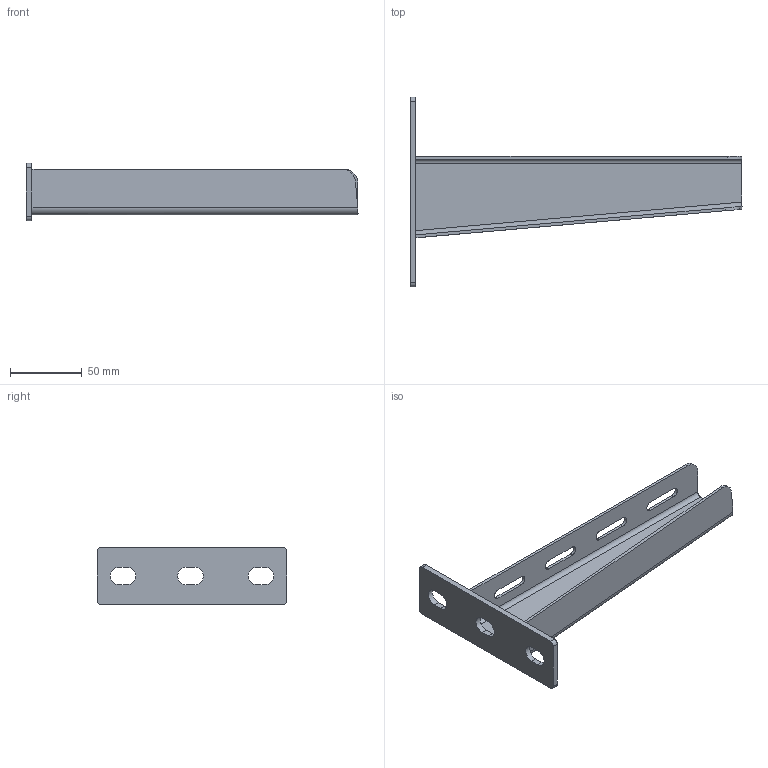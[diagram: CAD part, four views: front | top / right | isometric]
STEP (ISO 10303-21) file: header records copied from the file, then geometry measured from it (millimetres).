
FILE_DESCRIPTION (( 'STEP AP203' ), '1' );
FILE_NAME ('Óñèëåííàÿ êîíñîëü_BBH6020.STEP', '2012-11-16T07:22:38', ( 'Àñååâ' ), ( '' ), 'SwSTEP 2.0', 'SolidWorks 2012', '' );
FILE_SCHEMA (( 'CONFIG_CONTROL_DESIGN' ));
Length unit declared in the file: millimetre
Products named in the file (1): Óñèëåííàÿ êîíñîëü_BBH6020
Bounding box: 231.04 x 132 x 40 mm (x, y, z)
Volume: 64088 mm3; surface area: 58452.4 mm2
Topology: 2 solids, 2 shells, 65 faces, 167 edges, 106 vertices
Faces by surface type: plane 37, cylinder 24, bspline 4
Entity records: 2108 total; most frequent: CARTESIAN_POINT 428, ORIENTED_EDGE 334, DIRECTION 322, EDGE_CURVE 167, LINE 110, VECTOR 110, VERTEX_POINT 106, AXIS2_PLACEMENT_3D 106
